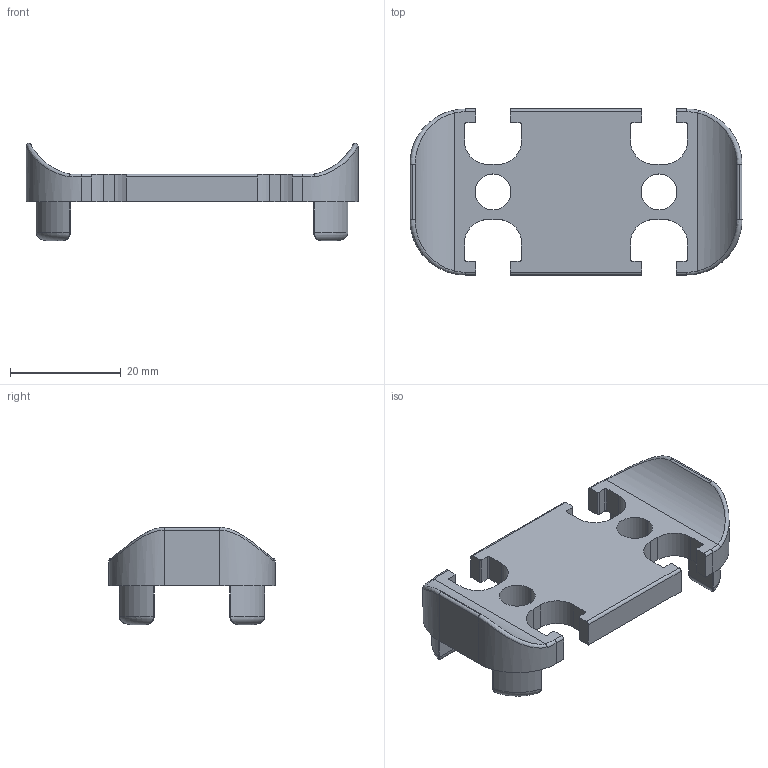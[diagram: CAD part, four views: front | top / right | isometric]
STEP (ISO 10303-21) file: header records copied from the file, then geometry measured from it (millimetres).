
FILE_DESCRIPTION (( 'STEP AP203' ), '1' );
FILE_NAME ('800.029.117.STEP', '2014-11-13T10:46:08', ( '' ), ( '' ), 'SwSTEP 2.0', 'SolidWorks 2012', '' );
FILE_SCHEMA (( 'CONFIG_CONTROL_DESIGN' ));
Length unit declared in the file: millimetre
Products named in the file (1): 800.029.117
Bounding box: 60 x 30 x 17.58 mm (x, y, z)
Volume: 8003.5 mm3; surface area: 4983.4 mm2
Topology: 1 solids, 1 shells, 144 faces, 382 edges, 232 vertices
Faces by surface type: cylinder 70, plane 50, bspline 16, torus 8
Entity records: 5451 total; most frequent: CARTESIAN_POINT 1915, ORIENTED_EDGE 740, DIRECTION 716, EDGE_CURVE 370, AXIS2_PLACEMENT_3D 257, VERTEX_POINT 232, VECTOR 202, LINE 202
